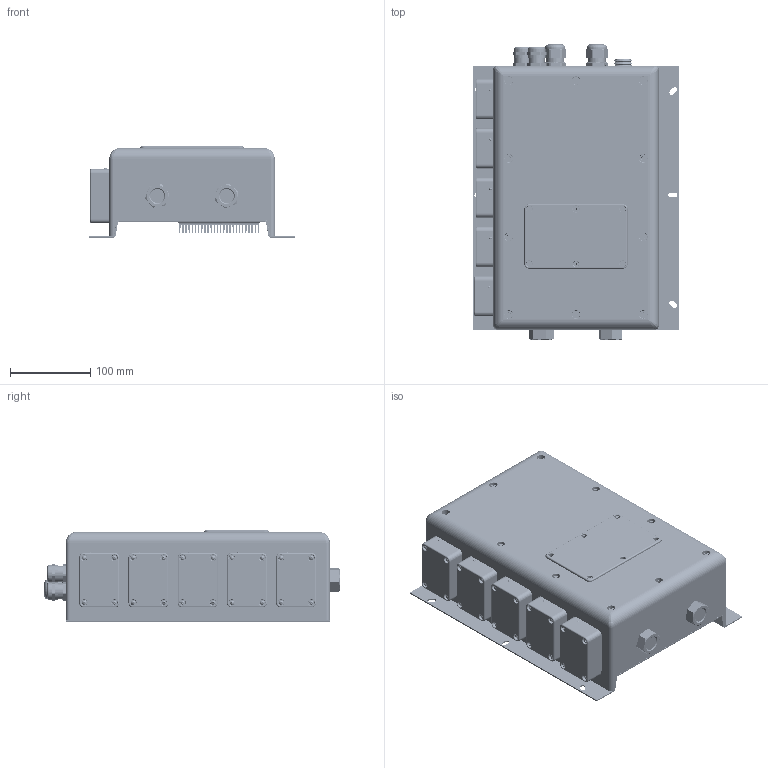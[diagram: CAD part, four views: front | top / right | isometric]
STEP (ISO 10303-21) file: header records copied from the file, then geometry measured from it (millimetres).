
FILE_DESCRIPTION (( 'STEP AP214' ), '1' );
FILE_NAME ('Assboitier.STEP', '2022-04-29T19:33:54', ( '' ), ( '' ), 'SwSTEP 2.0', 'SolidWorks 2019', '' );
FILE_SCHEMA (( 'AUTOMOTIVE_DESIGN' ));
Length unit declared in the file: millimetre
Products named in the file (35): WRP100 - Capot Plastique; WRP200 - fond de coque; Connecteur HE10 10 points MD; AssConnectAddon; AssPresseEtoupe M16; AssAdd-On; Guide lumiere PLP.100; presse etoupe 70104353; CiConnec; ELG-240-24A-3Y; WRP500 - obturateur Visu-pilot; Joint VisM3; Assboitier; Ass Fond de Coque; Connecteur HE10 26 points MD; ELG-300; Contre Ecrou M16; CI general; 3x25 -TE-STP310300250; 2.5x6-TB-STP320250060; WRP610 - Obturateur Add-On; Contre Ecrou M20; PCB Add-on; Presse etoupe RS87274; Con HE10 10pts FD; AssPresseEtoupe M20; WRP600 - AddOn; Egaliseur de pression; interrupteur Rond
Assembly tree (116 placements, depth 4):
  Assboitier
    Ass Fond de Coque
      WRP200 - fond de coque
      ELG-300
      ELG-240-24A-3Y
      CI general
      interrupteur Rond
      AssPresseEtoupe M16
        presse etoupe 70104353
        Contre Ecrou M16
      AssPresseEtoupe M20
        Presse etoupe RS87274
        Contre Ecrou M20
      AssPresseEtoupe M16
        presse etoupe 70104353
        Contre Ecrou M16
      AssPresseEtoupe M20
        Presse etoupe RS87274
        Contre Ecrou M20
    WRP100 - Capot Plastique
    Egaliseur de pression  x2
    WRP500 - obturateur Visu-pilot
    AssAdd-On
      WRP600 - AddOn
      PCB Add-on
      Connecteur HE10 10 points MD
      2.5x6-TB-STP320250060  x4
      3x25 -TE-STP310300250  x4
      Joint VisM3  x4
      Guide lumiere PLP.100
    AssAdd-On
      WRP600 - AddOn
      PCB Add-on
      Connecteur HE10 10 points MD
      2.5x6-TB-STP320250060  x4
      3x25 -TE-STP310300250  x4
      Joint VisM3  x4
      Guide lumiere PLP.100
    AssAdd-On
      WRP600 - AddOn
      PCB Add-on
      Connecteur HE10 10 points MD
      2.5x6-TB-STP320250060  x4
      3x25 -TE-STP310300250  x4
      Joint VisM3  x4
      Guide lumiere PLP.100
    AssAdd-On
      WRP600 - AddOn
      PCB Add-on
      Connecteur HE10 10 points MD
      2.5x6-TB-STP320250060  x4
      3x25 -TE-STP310300250  x4
      Joint VisM3  x4
      Guide lumiere PLP.100
    AssAdd-On
      WRP600 - AddOn
      PCB Add-on
      Connecteur HE10 10 points MD
      2.5x6-TB-STP320250060  x4
      3x25 -TE-STP310300250  x4
Bounding box: 256.71 x 368.71 x 114 mm (x, y, z)
Volume: 2757288 mm3; surface area: 1069413 mm2
Topology: 85 solids, 107 shells, 13446 faces, 32692 edges, 19924 vertices
Faces by surface type: cylinder 4448, plane 4214, bspline 3946, cone 538, torus 222, sphere 78
Entity records: 155212 total; most frequent: CARTESIAN_POINT 65799, DIRECTION 18280, ORIENTED_EDGE 18218, EDGE_CURVE 9111, AXIS2_PLACEMENT_3D 6585, VERTEX_POINT 5873, VECTOR 5110, LINE 5110
